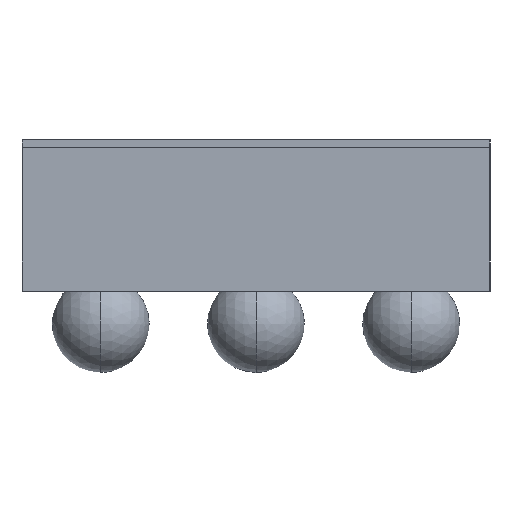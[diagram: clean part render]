
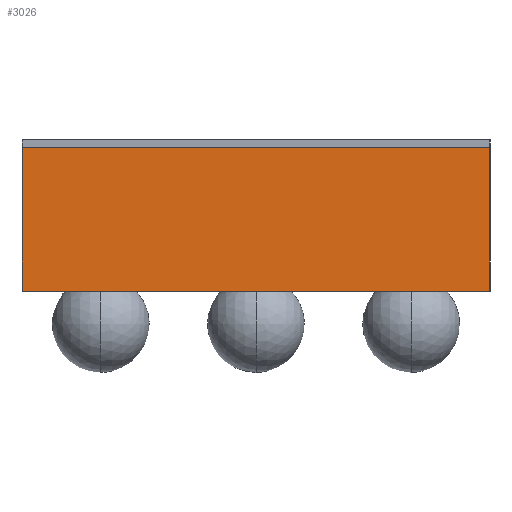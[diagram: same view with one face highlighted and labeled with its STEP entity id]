
A CAD part, left-side view. The second image highlights one B-rep face of the part: STEP entity #3026.
In plain terms, the highlighted planar face has unit normal (-1, 0, 0).
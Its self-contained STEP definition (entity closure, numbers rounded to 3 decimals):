
#608 = ORIENTED_EDGE ( 'NONE', *, *, #9600, .T. ) ;
#887 = VERTEX_POINT ( 'NONE', #4244 ) ;
#1377 = AXIS2_PLACEMENT_3D ( 'NONE', #11933, #7807, #8532 ) ;
#1409 = DIRECTION ( 'NONE',  ( 0., 1., 0. ) ) ;
#1487 = ORIENTED_EDGE ( 'NONE', *, *, #7412, .F. ) ;
#1713 = LINE ( 'NONE', #3787, #3343 ) ;
#2383 = EDGE_CURVE ( 'NONE', #6683, #4548, #4645, .T. ) ;
#2464 = CARTESIAN_POINT ( 'NONE',  ( -0.653, -0.603, 0. ) ) ;
#2519 = CARTESIAN_POINT ( 'NONE',  ( -0.653, -0.603, -0.37 ) ) ;
#2976 = FACE_OUTER_BOUND ( 'NONE', #6809, .T. ) ;
#3026 = ADVANCED_FACE ( 'NONE', ( #2976 ), #7998, .F. ) ;
#3343 = VECTOR ( 'NONE', #11615, 1000. ) ;
#3770 = VECTOR ( 'NONE', #11304, 1000. ) ;
#3777 = ORIENTED_EDGE ( 'NONE', *, *, #2383, .F. ) ;
#3787 = CARTESIAN_POINT ( 'NONE',  ( -0.653, -0.603, -0.37 ) ) ;
#4244 = CARTESIAN_POINT ( 'NONE',  ( -0.653, -0.603, -0.37 ) ) ;
#4548 = VERTEX_POINT ( 'NONE', #12155 ) ;
#4645 = LINE ( 'NONE', #9598, #5423 ) ;
#5423 = VECTOR ( 'NONE', #10563, 1000. ) ;
#5521 = VECTOR ( 'NONE', #1409, 1000. ) ;
#6365 = CARTESIAN_POINT ( 'NONE',  ( -0.653, -0.603, 0. ) ) ;
#6683 = VERTEX_POINT ( 'NONE', #10997 ) ;
#6809 = EDGE_LOOP ( 'NONE', ( #10691, #3777, #1487, #608 ) ) ;
#7412 = EDGE_CURVE ( 'NONE', #887, #6683, #8415, .T. ) ;
#7807 = DIRECTION ( 'NONE',  ( 1., 0., 0. ) ) ;
#7998 = PLANE ( 'NONE',  #1377 ) ;
#8415 = LINE ( 'NONE', #2519, #5521 ) ;
#8532 = DIRECTION ( 'NONE',  ( 0., 0., -1. ) ) ;
#9489 = EDGE_CURVE ( 'NONE', #10355, #4548, #11239, .T. ) ;
#9598 = CARTESIAN_POINT ( 'NONE',  ( -0.653, 0.603, -0.37 ) ) ;
#9600 = EDGE_CURVE ( 'NONE', #887, #10355, #1713, .T. ) ;
#10355 = VERTEX_POINT ( 'NONE', #2464 ) ;
#10563 = DIRECTION ( 'NONE',  ( 0., 0., 1. ) ) ;
#10691 = ORIENTED_EDGE ( 'NONE', *, *, #9489, .T. ) ;
#10997 = CARTESIAN_POINT ( 'NONE',  ( -0.653, 0.603, -0.37 ) ) ;
#11239 = LINE ( 'NONE', #6365, #3770 ) ;
#11304 = DIRECTION ( 'NONE',  ( 0., 1., 0. ) ) ;
#11615 = DIRECTION ( 'NONE',  ( 0., 0., 1. ) ) ;
#11933 = CARTESIAN_POINT ( 'NONE',  ( -0.653, -0.603, -0.37 ) ) ;
#12155 = CARTESIAN_POINT ( 'NONE',  ( -0.653, 0.603, 0. ) ) ;
